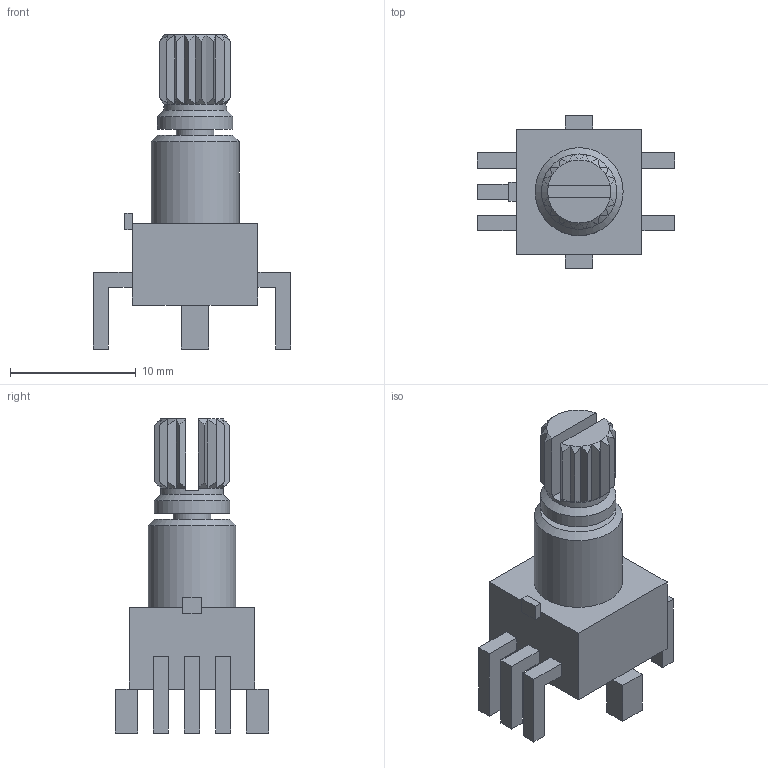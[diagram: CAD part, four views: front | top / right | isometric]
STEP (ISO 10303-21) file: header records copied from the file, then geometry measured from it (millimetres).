
FILE_DESCRIPTION(('FreeCAD Model'),'2;1');
FILE_NAME('rotative_push_button.step','2019-08-04T10:47:48',('Author' ),(''),'Open CASCADE STEP processor 7.3','FreeCAD','Unknown');
FILE_SCHEMA(('AUTOMOTIVE_DESIGN { 1 0 10303 214 1 1 1 1 }'));
Length unit declared in the file: millimetre
Products named in the file (1): bouton_rotatif
Bounding box: 15.7 x 12.2 x 25 mm (x, y, z)
Volume: 1152.5 mm3; surface area: 1118.6 mm2
Topology: 1 solids, 1 shells, 136 faces, 313 edges, 187 vertices
Faces by surface type: plane 98, cone 34, cylinder 4
Full cylindrical faces by diameter (mm): 3 x1, 5 x1, 6 x1, 7 x1
Entity records: 3813 total; most frequent: DIRECTION 702, CARTESIAN_POINT 637, ORIENTED_EDGE 626, EDGE_CURVE 313, AXIS2_PLACEMENT_3D 252, LINE 198, VECTOR 198, VERTEX_POINT 187
